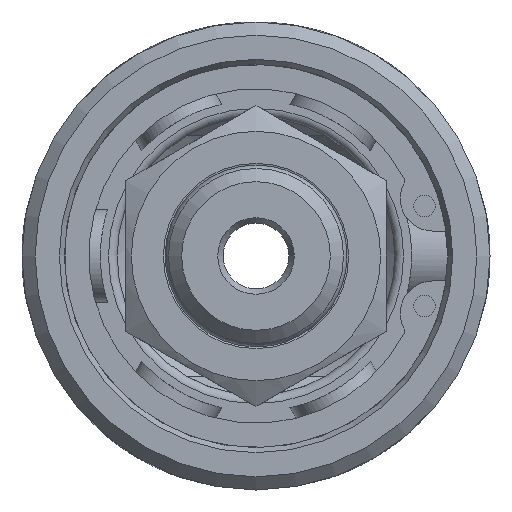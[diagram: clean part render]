
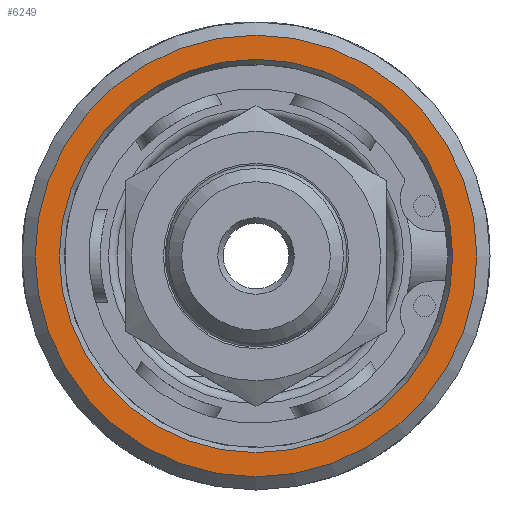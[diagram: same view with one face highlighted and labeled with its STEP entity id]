
A CAD part, left-side view. The second image highlights one B-rep face of the part: STEP entity #6249.
In plain terms, the highlighted planar face has unit normal (-1, 0, 0).
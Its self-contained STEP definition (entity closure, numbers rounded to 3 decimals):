
#1338=FACE_BOUND('',#1874,.T.);
#1389=PLANE('',#6655);
#1507=FACE_OUTER_BOUND('',#1873,.T.);
#1873=EDGE_LOOP('',(#4235));
#1874=EDGE_LOOP('',(#4236,#4237));
#2297=CIRCLE('',#6656,20.2);
#2298=CIRCLE('',#6657,17.987);
#2299=CIRCLE('',#6658,17.987);
#2576=VERTEX_POINT('',#8969);
#2577=VERTEX_POINT('',#8971);
#2578=VERTEX_POINT('',#8972);
#3246=EDGE_CURVE('',#2576,#2576,#2297,.T.);
#3247=EDGE_CURVE('',#2577,#2578,#2298,.T.);
#3248=EDGE_CURVE('',#2578,#2577,#2299,.T.);
#4235=ORIENTED_EDGE('',*,*,#3246,.F.);
#4236=ORIENTED_EDGE('',*,*,#3247,.T.);
#4237=ORIENTED_EDGE('',*,*,#3248,.T.);
#6249=ADVANCED_FACE('',(#1507,#1338),#1389,.T.);
#6655=AXIS2_PLACEMENT_3D('',#8968,#7187,#7188);
#6656=AXIS2_PLACEMENT_3D('',#8970,#7189,#7190);
#6657=AXIS2_PLACEMENT_3D('',#8973,#7191,#7192);
#6658=AXIS2_PLACEMENT_3D('',#8974,#7193,#7194);
#7187=DIRECTION('center_axis',(-1.,0.,0.));
#7188=DIRECTION('ref_axis',(0.,0.,1.));
#7189=DIRECTION('center_axis',(1.,0.,0.));
#7190=DIRECTION('ref_axis',(0.,-1.,0.));
#7191=DIRECTION('center_axis',(1.,0.,0.));
#7192=DIRECTION('ref_axis',(0.,1.,0.));
#7193=DIRECTION('center_axis',(1.,0.,0.));
#7194=DIRECTION('ref_axis',(0.,1.,0.));
#8968=CARTESIAN_POINT('Origin',(0.,10.7,0.));
#8969=CARTESIAN_POINT('',(0.,20.2,0.));
#8970=CARTESIAN_POINT('Origin',(0.,0.,0.));
#8971=CARTESIAN_POINT('',(0.,17.987,0.));
#8972=CARTESIAN_POINT('',(0.,-17.987,0.));
#8973=CARTESIAN_POINT('Origin',(0.,0.,0.));
#8974=CARTESIAN_POINT('Origin',(0.,0.,0.));
